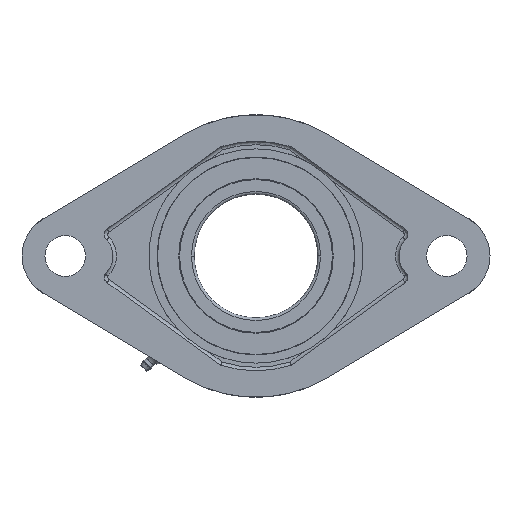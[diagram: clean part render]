
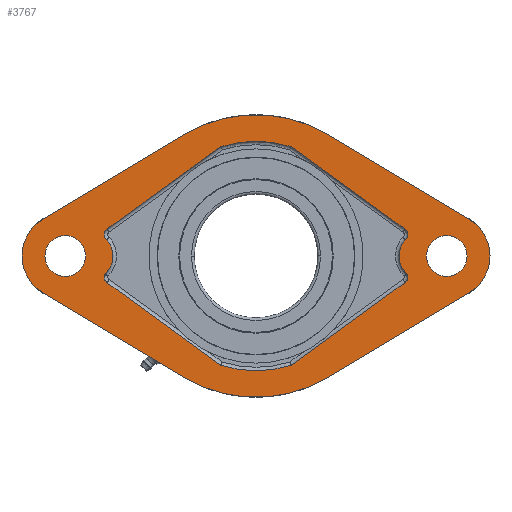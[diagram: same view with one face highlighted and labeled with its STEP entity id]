
A CAD part, front view. The second image highlights one B-rep face of the part: STEP entity #3767.
In plain terms, the highlighted planar face has unit normal (0, -1, 0).
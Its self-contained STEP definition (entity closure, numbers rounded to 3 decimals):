
#2=CARTESIAN_POINT('',(108.,-11.,0.));
#3=DIRECTION('',(0.,1.,0.));
#4=DIRECTION('',(0.514,0.,0.858));
#5=AXIS2_PLACEMENT_3D('',#2,#3,#4);
#7=DIRECTION('',(0.858,0.,0.514));
#8=VECTOR('',#7,92.649);
#9=CARTESIAN_POINT('',(41.111,-11.,-68.629));
#10=LINE('',#9,#8);
#11=CARTESIAN_POINT('',(0.,-11.,0.));
#12=DIRECTION('',(0.,1.,0.));
#13=DIRECTION('',(0.514,0.,-0.858));
#14=AXIS2_PLACEMENT_3D('',#11,#12,#13);
#16=DIRECTION('',(0.858,0.,-0.514));
#17=VECTOR('',#16,92.649);
#18=CARTESIAN_POINT('',(-120.59,-11.,-21.017));
#19=LINE('',#18,#17);
#20=CARTESIAN_POINT('',(-108.,-11.,0.));
#21=DIRECTION('',(0.,1.,0.));
#22=DIRECTION('',(-0.514,0.,-0.858));
#23=AXIS2_PLACEMENT_3D('',#20,#21,#22);
#25=DIRECTION('',(-0.858,0.,-0.514));
#26=VECTOR('',#25,92.649);
#27=CARTESIAN_POINT('',(-41.111,-11.,68.629));
#28=LINE('',#27,#26);
#29=CARTESIAN_POINT('',(0.,-11.,0.));
#30=DIRECTION('',(0.,1.,0.));
#31=DIRECTION('',(-0.514,0.,0.858));
#32=AXIS2_PLACEMENT_3D('',#29,#30,#31);
#34=DIRECTION('',(-0.858,0.,0.514));
#35=VECTOR('',#34,92.649);
#36=CARTESIAN_POINT('',(120.59,-11.,21.017));
#37=LINE('',#36,#35);
#38=CARTESIAN_POINT('',(108.,-11.,0.));
#39=DIRECTION('',(0.,1.,0.));
#40=DIRECTION('',(1.,0.,0.));
#41=AXIS2_PLACEMENT_3D('',#38,#39,#40);
#43=CARTESIAN_POINT('',(108.,-11.,0.));
#44=DIRECTION('',(0.,1.,0.));
#45=DIRECTION('',(-1.,0.,0.));
#46=AXIS2_PLACEMENT_3D('',#43,#44,#45);
#48=CARTESIAN_POINT('',(0.,-11.,0.));
#49=DIRECTION('',(0.,-1.,0.));
#50=DIRECTION('',(-0.308,0.,-0.951));
#51=AXIS2_PLACEMENT_3D('',#48,#49,#50);
#53=DIRECTION('',(0.809,0.,0.588));
#54=VECTOR('',#53,79.598);
#55=CARTESIAN_POINT('',(20.017,-11.,-61.841));
#56=LINE('',#55,#54);
#57=CARTESIAN_POINT('',(82.118,-11.,-11.975));
#58=DIRECTION('',(0.,-1.,0.));
#59=DIRECTION('',(0.598,0.,-0.802));
#60=AXIS2_PLACEMENT_3D('',#57,#58,#59);
#62=CARTESIAN_POINT('',(84.582,-11.,-11.037));
#63=DIRECTION('',(0.,-1.,0.));
#64=DIRECTION('',(0.935,0.,0.356));
#65=AXIS2_PLACEMENT_3D('',#62,#63,#64);
#67=CARTESIAN_POINT('',(95.,-11.,0.));
#68=DIRECTION('',(0.,-1.,0.));
#69=DIRECTION('',(-0.757,0.,0.653));
#70=AXIS2_PLACEMENT_3D('',#67,#68,#69);
#72=CARTESIAN_POINT('',(82.118,-11.,12.2));
#73=DIRECTION('',(0.,-1.,0.));
#74=DIRECTION('',(0.598,0.,-0.802));
#75=AXIS2_PLACEMENT_3D('',#72,#73,#74);
#77=DIRECTION('',(-0.811,0.,0.586));
#78=VECTOR('',#77,79.625);
#79=CARTESIAN_POINT('',(84.397,-11.,15.258));
#80=LINE('',#79,#78);
#81=CARTESIAN_POINT('',(0.,-11.,0.));
#82=DIRECTION('',(0.,-1.,0.));
#83=DIRECTION('',(0.305,0.,0.952));
#84=AXIS2_PLACEMENT_3D('',#81,#82,#83);
#86=DIRECTION('',(-0.811,0.,-0.586));
#87=VECTOR('',#86,79.625);
#88=CARTESIAN_POINT('',(-19.857,-11.,61.893));
#89=LINE('',#88,#87);
#90=CARTESIAN_POINT('',(-82.118,-11.,12.2));
#91=DIRECTION('',(0.,-1.,0.));
#92=DIRECTION('',(-0.598,0.,0.802));
#93=AXIS2_PLACEMENT_3D('',#90,#91,#92);
#95=CARTESIAN_POINT('',(-95.,-11.,0.));
#96=DIRECTION('',(0.,-1.,0.));
#97=DIRECTION('',(0.686,0.,-0.727));
#98=AXIS2_PLACEMENT_3D('',#95,#96,#97);
#100=CARTESIAN_POINT('',(-84.582,-11.,-11.037));
#101=DIRECTION('',(0.,-1.,0.));
#102=DIRECTION('',(-0.686,0.,0.727));
#103=AXIS2_PLACEMENT_3D('',#100,#101,#102);
#105=CARTESIAN_POINT('',(-82.118,-11.,-11.975));
#106=DIRECTION('',(0.,-1.,0.));
#107=DIRECTION('',(-0.935,0.,0.356));
#108=AXIS2_PLACEMENT_3D('',#105,#106,#107);
#110=DIRECTION('',(0.809,0.,-0.588));
#111=VECTOR('',#110,79.598);
#112=CARTESIAN_POINT('',(-84.397,-11.,-15.033));
#113=LINE('',#112,#111);
#114=CARTESIAN_POINT('',(-108.,-11.,0.));
#115=DIRECTION('',(0.,-1.,0.));
#116=DIRECTION('',(1.,0.,0.));
#117=AXIS2_PLACEMENT_3D('',#114,#115,#116);
#119=CARTESIAN_POINT('',(-108.,-11.,0.));
#120=DIRECTION('',(0.,-1.,0.));
#121=DIRECTION('',(-1.,0.,0.));
#122=AXIS2_PLACEMENT_3D('',#119,#120,#121);
#2843=CARTESIAN_POINT('',(120.59,-11.,21.017));
#2844=CARTESIAN_POINT('',(120.59,-11.,-21.017));
#2845=VERTEX_POINT('',#2843);
#2846=VERTEX_POINT('',#2844);
#2847=CARTESIAN_POINT('',(41.111,-11.,68.629));
#2848=VERTEX_POINT('',#2847);
#2849=CARTESIAN_POINT('',(-41.111,-11.,68.629));
#2850=VERTEX_POINT('',#2849);
#2851=CARTESIAN_POINT('',(41.111,-11.,-68.629));
#2852=CARTESIAN_POINT('',(-41.111,-11.,-68.629));
#2853=VERTEX_POINT('',#2851);
#2854=VERTEX_POINT('',#2852);
#2855=CARTESIAN_POINT('',(119.5,-11.,0.));
#2856=CARTESIAN_POINT('',(96.5,-11.,0.));
#2857=VERTEX_POINT('',#2855);
#2858=VERTEX_POINT('',#2856);
#2889=CARTESIAN_POINT('',(-20.017,-11.,-61.841));
#2890=CARTESIAN_POINT('',(20.017,-11.,-61.841));
#2891=VERTEX_POINT('',#2889);
#2892=VERTEX_POINT('',#2890);
#2893=CARTESIAN_POINT('',(84.397,-11.,-15.033));
#2894=CARTESIAN_POINT('',(85.682,-11.,-10.618));
#2895=VERTEX_POINT('',#2893);
#2896=VERTEX_POINT('',#2894);
#2897=CARTESIAN_POINT('',(85.39,-11.,-10.181));
#2898=VERTEX_POINT('',#2897);
#2899=CARTESIAN_POINT('',(84.397,-11.,9.142));
#2900=VERTEX_POINT('',#2899);
#2901=CARTESIAN_POINT('',(84.397,-11.,15.258));
#2902=VERTEX_POINT('',#2901);
#2903=CARTESIAN_POINT('',(19.857,-11.,61.893));
#2904=CARTESIAN_POINT('',(-19.857,-11.,61.893));
#2905=VERTEX_POINT('',#2903);
#2906=VERTEX_POINT('',#2904);
#2952=CARTESIAN_POINT('',(-120.59,-11.,21.017));
#2953=VERTEX_POINT('',#2952);
#2954=CARTESIAN_POINT('',(-120.59,-11.,-21.017));
#2955=VERTEX_POINT('',#2954);
#2982=CARTESIAN_POINT('',(-96.5,-11.,0.));
#2983=CARTESIAN_POINT('',(-119.5,-11.,0.));
#2984=VERTEX_POINT('',#2982);
#2985=VERTEX_POINT('',#2983);
#2990=CARTESIAN_POINT('',(-84.397,-11.,15.258));
#2991=CARTESIAN_POINT('',(-84.397,-11.,9.142));
#2992=VERTEX_POINT('',#2990);
#2993=VERTEX_POINT('',#2991);
#2994=CARTESIAN_POINT('',(-85.39,-11.,-10.181));
#2995=VERTEX_POINT('',#2994);
#2996=CARTESIAN_POINT('',(-85.682,-11.,-10.618));
#2997=VERTEX_POINT('',#2996);
#2998=CARTESIAN_POINT('',(-84.397,-11.,-15.033));
#2999=VERTEX_POINT('',#2998);
#3702=CARTESIAN_POINT('',(0.,-11.,0.));
#3703=DIRECTION('',(0.,1.,0.));
#3704=DIRECTION('',(1.,0.,0.));
#3705=AXIS2_PLACEMENT_3D('',#3702,#3703,#3704);
#3706=PLANE('',#3705);
#3708=ORIENTED_EDGE('',*,*,#3707,.T.);
#3710=ORIENTED_EDGE('',*,*,#3709,.F.);
#3712=ORIENTED_EDGE('',*,*,#3711,.T.);
#3714=ORIENTED_EDGE('',*,*,#3713,.F.);
#3716=ORIENTED_EDGE('',*,*,#3715,.T.);
#3718=ORIENTED_EDGE('',*,*,#3717,.F.);
#3720=ORIENTED_EDGE('',*,*,#3719,.T.);
#3722=ORIENTED_EDGE('',*,*,#3721,.F.);
#3723=EDGE_LOOP('',(#3708,#3710,#3712,#3714,#3716,#3718,#3720,#3722));
#3724=FACE_OUTER_BOUND('',#3723,.F.);
#3726=ORIENTED_EDGE('',*,*,#3725,.F.);
#3728=ORIENTED_EDGE('',*,*,#3727,.F.);
#3729=EDGE_LOOP('',(#3726,#3728));
#3730=FACE_BOUND('',#3729,.F.);
#3732=ORIENTED_EDGE('',*,*,#3731,.T.);
#3734=ORIENTED_EDGE('',*,*,#3733,.T.);
#3736=ORIENTED_EDGE('',*,*,#3735,.T.);
#3738=ORIENTED_EDGE('',*,*,#3737,.T.);
#3740=ORIENTED_EDGE('',*,*,#3739,.F.);
#3742=ORIENTED_EDGE('',*,*,#3741,.T.);
#3744=ORIENTED_EDGE('',*,*,#3743,.T.);
#3746=ORIENTED_EDGE('',*,*,#3745,.T.);
#3748=ORIENTED_EDGE('',*,*,#3747,.T.);
#3750=ORIENTED_EDGE('',*,*,#3749,.T.);
#3752=ORIENTED_EDGE('',*,*,#3751,.F.);
#3754=ORIENTED_EDGE('',*,*,#3753,.T.);
#3756=ORIENTED_EDGE('',*,*,#3755,.T.);
#3758=ORIENTED_EDGE('',*,*,#3757,.T.);
#3759=EDGE_LOOP('',(#3732,#3734,#3736,#3738,#3740,#3742,#3744,#3746,#3748,#3750,
#3752,#3754,#3756,#3758));
#3760=FACE_BOUND('',#3759,.F.);
#3762=ORIENTED_EDGE('',*,*,#3761,.T.);
#3764=ORIENTED_EDGE('',*,*,#3763,.T.);
#3765=EDGE_LOOP('',(#3762,#3764));
#3766=FACE_BOUND('',#3765,.F.);
#3767=ADVANCED_FACE('',(#3724,#3730,#3760,#3766),#3706,.F.);
#6=CIRCLE('',#5,24.5);
#15=CIRCLE('',#14,80.);
#24=CIRCLE('',#23,24.5);
#33=CIRCLE('',#32,80.);
#42=CIRCLE('',#41,11.5);
#47=CIRCLE('',#46,11.5);
#52=CIRCLE('',#51,65.);
#61=CIRCLE('',#60,3.813);
#66=CIRCLE('',#65,1.177);
#71=CIRCLE('',#70,14.);
#76=CIRCLE('',#75,3.813);
#85=CIRCLE('',#84,65.);
#94=CIRCLE('',#93,3.813);
#99=CIRCLE('',#98,14.);
#104=CIRCLE('',#103,1.177);
#109=CIRCLE('',#108,3.813);
#118=CIRCLE('',#117,11.5);
#123=CIRCLE('',#122,11.5);
#3707=EDGE_CURVE('',#2845,#2846,#6,.T.);
#3709=EDGE_CURVE('',#2853,#2846,#10,.T.);
#3711=EDGE_CURVE('',#2853,#2854,#15,.T.);
#3713=EDGE_CURVE('',#2955,#2854,#19,.T.);
#3715=EDGE_CURVE('',#2955,#2953,#24,.T.);
#3717=EDGE_CURVE('',#2850,#2953,#28,.T.);
#3719=EDGE_CURVE('',#2850,#2848,#33,.T.);
#3721=EDGE_CURVE('',#2845,#2848,#37,.T.);
#3725=EDGE_CURVE('',#2857,#2858,#42,.T.);
#3727=EDGE_CURVE('',#2858,#2857,#47,.T.);
#3731=EDGE_CURVE('',#2891,#2892,#52,.T.);
#3733=EDGE_CURVE('',#2892,#2895,#56,.T.);
#3735=EDGE_CURVE('',#2895,#2896,#61,.T.);
#3737=EDGE_CURVE('',#2896,#2898,#66,.T.);
#3739=EDGE_CURVE('',#2900,#2898,#71,.T.);
#3741=EDGE_CURVE('',#2900,#2902,#76,.T.);
#3743=EDGE_CURVE('',#2902,#2905,#80,.T.);
#3745=EDGE_CURVE('',#2905,#2906,#85,.T.);
#3747=EDGE_CURVE('',#2906,#2992,#89,.T.);
#3749=EDGE_CURVE('',#2992,#2993,#94,.T.);
#3751=EDGE_CURVE('',#2995,#2993,#99,.T.);
#3753=EDGE_CURVE('',#2995,#2997,#104,.T.);
#3755=EDGE_CURVE('',#2997,#2999,#109,.T.);
#3757=EDGE_CURVE('',#2999,#2891,#113,.T.);
#3761=EDGE_CURVE('',#2984,#2985,#118,.T.);
#3763=EDGE_CURVE('',#2985,#2984,#123,.T.);
